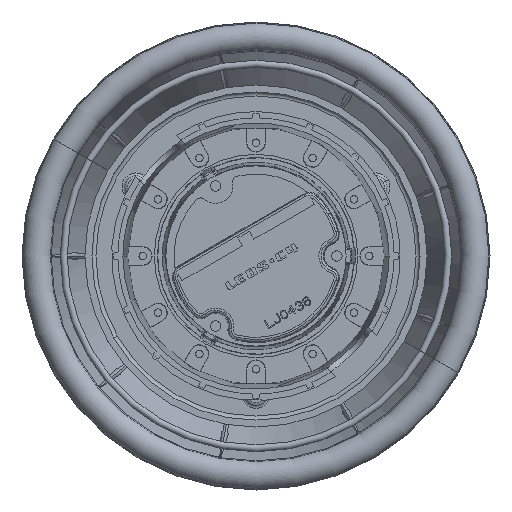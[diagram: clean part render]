
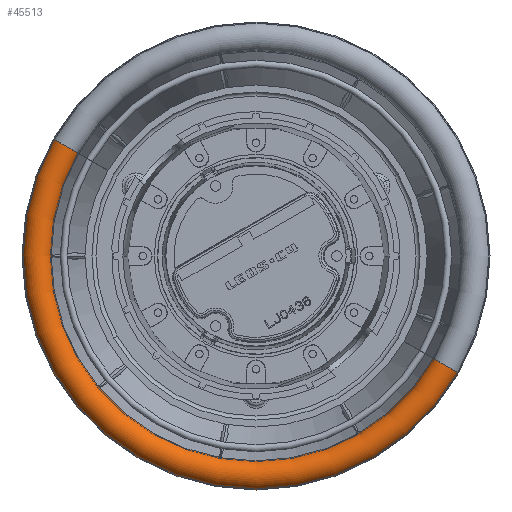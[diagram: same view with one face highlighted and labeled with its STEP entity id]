
A CAD part, front view. The second image highlights one B-rep face of the part: STEP entity #45513.
In plain terms, the highlighted toroidal (fillet/blend) face has major radius 94.96 mm and minor radius 6.317 mm.
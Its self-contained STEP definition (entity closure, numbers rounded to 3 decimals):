
#438 = ORIENTED_EDGE ( 'NONE', *, *, #41746, .F. ) ;
#3504 = DIRECTION ( 'NONE',  ( 0., 0., -1. ) ) ;
#10478 = VERTEX_POINT ( 'NONE', #49743 ) ;
#10673 = TOROIDAL_SURFACE ( 'NONE', #49568, 94.96, 6.317 ) ;
#11269 = DIRECTION ( 'NONE',  ( 0., -1., 0. ) ) ;
#11915 = CARTESIAN_POINT ( 'NONE',  ( 0., -10.575, 0. ) ) ;
#13966 = AXIS2_PLACEMENT_3D ( 'NONE', #11915, #11269, #40891 ) ;
#15554 = DIRECTION ( 'NONE',  ( 0., 0., -1. ) ) ;
#16209 = CARTESIAN_POINT ( 'NONE',  ( 0., -10.1, 0. ) ) ;
#16483 = ORIENTED_EDGE ( 'NONE', *, *, #47240, .T. ) ;
#18160 = CARTESIAN_POINT ( 'NONE',  ( 0., -10.1, 0. ) ) ;
#18479 = DIRECTION ( 'NONE',  ( 0., -1., 0. ) ) ;
#23682 = AXIS2_PLACEMENT_3D ( 'NONE', #37756, #48609, #3504 ) ;
#25028 = CARTESIAN_POINT ( 'NONE',  ( 0., -10.1, -94.96 ) ) ;
#25566 = EDGE_CURVE ( 'NONE', #10478, #47179, #52062, .T. ) ;
#26356 = DIRECTION ( 'NONE',  ( -1., 0., 0. ) ) ;
#31573 = EDGE_CURVE ( 'NONE', #57745, #47179, #41398, .T. ) ;
#33906 = CIRCLE ( 'NONE', #13966, 101.259 ) ;
#34042 = ORIENTED_EDGE ( 'NONE', *, *, #25566, .T. ) ;
#35904 = DIRECTION ( 'NONE',  ( 0., 0., 1. ) ) ;
#37756 = CARTESIAN_POINT ( 'NONE',  ( 0., -10.1, 94.96 ) ) ;
#38885 = DIRECTION ( 'NONE',  ( 0., 0., -1. ) ) ;
#39270 = CARTESIAN_POINT ( 'NONE',  ( 0., -10.1, -88.644 ) ) ;
#40891 = DIRECTION ( 'NONE',  ( 0., 0., -1. ) ) ;
#41398 = CIRCLE ( 'NONE', #49796, 88.644 ) ;
#41746 = EDGE_CURVE ( 'NONE', #59799, #57745, #59621, .T. ) ;
#42189 = CARTESIAN_POINT ( 'NONE',  ( 0., -10.1, 88.644 ) ) ;
#43421 = EDGE_LOOP ( 'NONE', ( #52223, #438, #16483, #34042 ) ) ;
#45513 = ADVANCED_FACE ( 'NONE', ( #50115 ), #10673, .T. ) ;
#45969 = AXIS2_PLACEMENT_3D ( 'NONE', #25028, #26356, #35904 ) ;
#47179 = VERTEX_POINT ( 'NONE', #42189 ) ;
#47240 = EDGE_CURVE ( 'NONE', #59799, #10478, #33906, .T. ) ;
#48609 = DIRECTION ( 'NONE',  ( 1., 0., 0. ) ) ;
#49568 = AXIS2_PLACEMENT_3D ( 'NONE', #16209, #60623, #15554 ) ;
#49743 = CARTESIAN_POINT ( 'NONE',  ( 0., -10.575, 101.259 ) ) ;
#49796 = AXIS2_PLACEMENT_3D ( 'NONE', #18160, #18479, #38885 ) ;
#50115 = FACE_OUTER_BOUND ( 'NONE', #43421, .T. ) ;
#52062 = CIRCLE ( 'NONE', #23682, 6.317 ) ;
#52223 = ORIENTED_EDGE ( 'NONE', *, *, #31573, .F. ) ;
#57745 = VERTEX_POINT ( 'NONE', #39270 ) ;
#59326 = CARTESIAN_POINT ( 'NONE',  ( 0., -10.575, -101.259 ) ) ;
#59621 = CIRCLE ( 'NONE', #45969, 6.317 ) ;
#59799 = VERTEX_POINT ( 'NONE', #59326 ) ;
#60623 = DIRECTION ( 'NONE',  ( 0., -1., 0. ) ) ;
